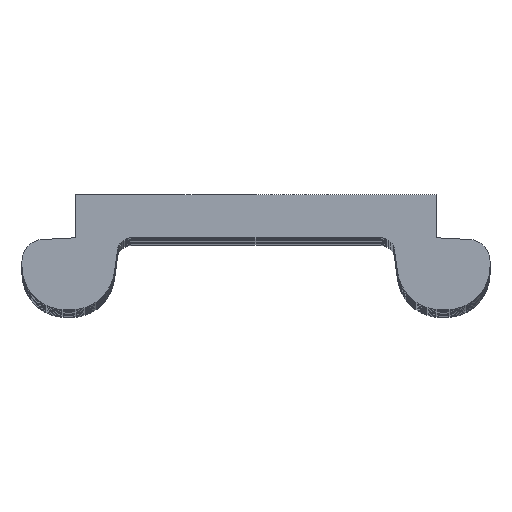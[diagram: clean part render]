
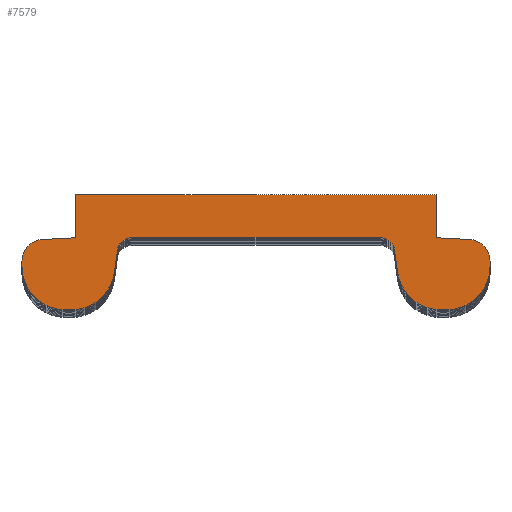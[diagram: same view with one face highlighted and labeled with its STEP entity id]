
A CAD part, top view. The second image highlights one B-rep face of the part: STEP entity #7579.
In plain terms, the highlighted planar face has unit normal (0, 0, 1).
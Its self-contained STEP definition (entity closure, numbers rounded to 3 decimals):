
#2755=DIRECTION('',(-0.139,0.99,0.));
#2756=VECTOR('',#2755,0.314);
#2757=CARTESIAN_POINT('',(1.968,-1.084,61.4));
#2758=LINE('',#2757,#2756);
#2759=DIRECTION('',(-1.,0.,0.));
#2760=VECTOR('',#2759,3.452);
#2761=CARTESIAN_POINT('',(1.726,-0.6,61.4));
#2762=LINE('',#2761,#2760);
#2763=DIRECTION('',(0.139,0.99,0.));
#2764=VECTOR('',#2763,0.314);
#2765=CARTESIAN_POINT('',(-1.968,-1.084,61.4));
#2766=LINE('',#2765,#2764);
#2767=CARTESIAN_POINT('',(-2.562,-1.,61.4));
#2768=DIRECTION('',(0.,0.,1.));
#2769=DIRECTION('',(0.,-1.,0.));
#2770=AXIS2_PLACEMENT_3D('',#2767,#2768,#2769);
#2772=DIRECTION('',(1.,0.,0.));
#2773=VECTOR('',#2772,0.088);
#2774=CARTESIAN_POINT('',(-2.65,-1.6,61.4));
#2775=LINE('',#2774,#2773);
#2776=CARTESIAN_POINT('',(-2.65,-1.,61.4));
#2777=DIRECTION('',(0.,0.,1.));
#2778=DIRECTION('',(-1.,0.,0.));
#2779=AXIS2_PLACEMENT_3D('',#2776,#2777,#2778);
#2781=DIRECTION('',(0.,-1.,0.));
#2782=VECTOR('',#2781,0.076);
#2783=CARTESIAN_POINT('',(-3.25,-0.924,61.4));
#2784=LINE('',#2783,#2782);
#2785=CARTESIAN_POINT('',(-2.95,-0.924,61.4));
#2786=DIRECTION('',(0.,0.,1.));
#2787=DIRECTION('',(-0.052,0.999,0.));
#2788=AXIS2_PLACEMENT_3D('',#2785,#2786,#2787);
#2790=DIRECTION('',(-0.999,-0.052,0.));
#2791=VECTOR('',#2790,0.466);
#2792=CARTESIAN_POINT('',(-2.5,-0.6,61.4));
#2793=LINE('',#2792,#2791);
#2794=DIRECTION('',(0.,-1.,0.));
#2795=VECTOR('',#2794,0.6);
#2796=CARTESIAN_POINT('',(-2.5,0.,61.4));
#2797=LINE('',#2796,#2795);
#2798=DIRECTION('',(-1.,0.,0.));
#2799=VECTOR('',#2798,5.);
#2800=CARTESIAN_POINT('',(2.5,0.,61.4));
#2801=LINE('',#2800,#2799);
#2802=DIRECTION('',(0.,1.,0.));
#2803=VECTOR('',#2802,0.6);
#2804=CARTESIAN_POINT('',(2.5,-0.6,61.4));
#2805=LINE('',#2804,#2803);
#2806=DIRECTION('',(-0.999,0.052,0.));
#2807=VECTOR('',#2806,0.466);
#2808=CARTESIAN_POINT('',(2.966,-0.624,61.4));
#2809=LINE('',#2808,#2807);
#2810=CARTESIAN_POINT('',(2.95,-0.924,61.4));
#2811=DIRECTION('',(0.,0.,1.));
#2812=DIRECTION('',(1.,0.,0.));
#2813=AXIS2_PLACEMENT_3D('',#2810,#2811,#2812);
#2815=DIRECTION('',(0.,1.,0.));
#2816=VECTOR('',#2815,0.076);
#2817=CARTESIAN_POINT('',(3.25,-1.,61.4));
#2818=LINE('',#2817,#2816);
#2819=CARTESIAN_POINT('',(2.65,-1.,61.4));
#2820=DIRECTION('',(0.,0.,1.));
#2821=DIRECTION('',(0.,-1.,0.));
#2822=AXIS2_PLACEMENT_3D('',#2819,#2820,#2821);
#2824=DIRECTION('',(1.,0.,0.));
#2825=VECTOR('',#2824,0.088);
#2826=CARTESIAN_POINT('',(2.562,-1.6,61.4));
#2827=LINE('',#2826,#2825);
#2828=CARTESIAN_POINT('',(2.562,-1.,61.4));
#2829=DIRECTION('',(0.,0.,1.));
#2830=DIRECTION('',(-0.99,-0.139,0.));
#2831=AXIS2_PLACEMENT_3D('',#2828,#2829,#2830);
#2841=CARTESIAN_POINT('',(1.726,-0.8,61.4));
#2842=DIRECTION('',(0.,0.,-1.));
#2843=DIRECTION('',(0.,1.,0.));
#2844=AXIS2_PLACEMENT_3D('',#2841,#2842,#2843);
#2859=CARTESIAN_POINT('',(-1.726,-0.8,61.4));
#2860=DIRECTION('',(0.,0.,-1.));
#2861=DIRECTION('',(-0.99,0.139,0.));
#2862=AXIS2_PLACEMENT_3D('',#2859,#2860,#2861);
#3717=CARTESIAN_POINT('',(2.5,0.,61.4));
#3718=CARTESIAN_POINT('',(-2.5,0.,61.4));
#3719=VERTEX_POINT('',#3717);
#3720=VERTEX_POINT('',#3718);
#3721=CARTESIAN_POINT('',(-2.5,-0.6,61.4));
#3722=VERTEX_POINT('',#3721);
#3725=CARTESIAN_POINT('',(2.5,-0.6,61.4));
#3726=VERTEX_POINT('',#3725);
#3733=CARTESIAN_POINT('',(-2.966,-0.624,61.4));
#3734=VERTEX_POINT('',#3733);
#3735=CARTESIAN_POINT('',(-3.25,-0.924,61.4));
#3736=VERTEX_POINT('',#3735);
#3741=CARTESIAN_POINT('',(3.25,-0.924,61.4));
#3742=VERTEX_POINT('',#3741);
#3743=CARTESIAN_POINT('',(2.966,-0.624,61.4));
#3744=VERTEX_POINT('',#3743);
#3749=CARTESIAN_POINT('',(-3.25,-1.,61.4));
#3750=VERTEX_POINT('',#3749);
#3751=CARTESIAN_POINT('',(-2.65,-1.6,61.4));
#3752=VERTEX_POINT('',#3751);
#3757=CARTESIAN_POINT('',(2.65,-1.6,61.4));
#3758=VERTEX_POINT('',#3757);
#3759=CARTESIAN_POINT('',(3.25,-1.,61.4));
#3760=VERTEX_POINT('',#3759);
#3761=CARTESIAN_POINT('',(-2.562,-1.6,61.4));
#3762=CARTESIAN_POINT('',(-1.968,-1.084,61.4));
#3763=VERTEX_POINT('',#3761);
#3764=VERTEX_POINT('',#3762);
#3773=CARTESIAN_POINT('',(1.968,-1.084,61.4));
#3774=VERTEX_POINT('',#3773);
#3775=CARTESIAN_POINT('',(2.562,-1.6,61.4));
#3776=VERTEX_POINT('',#3775);
#3777=CARTESIAN_POINT('',(-1.924,-0.772,61.4));
#3779=VERTEX_POINT('',#3777);
#3781=CARTESIAN_POINT('',(-1.726,-0.6,61.4));
#3783=VERTEX_POINT('',#3781);
#3785=CARTESIAN_POINT('',(1.726,-0.6,61.4));
#3787=VERTEX_POINT('',#3785);
#3789=CARTESIAN_POINT('',(1.924,-0.772,61.4));
#3791=VERTEX_POINT('',#3789);
#7536=CARTESIAN_POINT('',(0.,0.,61.4));
#7537=DIRECTION('',(0.,0.,1.));
#7538=DIRECTION('',(1.,0.,0.));
#7539=AXIS2_PLACEMENT_3D('',#7536,#7537,#7538);
#7540=PLANE('',#7539);
#7542=ORIENTED_EDGE('',*,*,#7541,.T.);
#7544=ORIENTED_EDGE('',*,*,#7543,.F.);
#7546=ORIENTED_EDGE('',*,*,#7545,.T.);
#7548=ORIENTED_EDGE('',*,*,#7547,.F.);
#7550=ORIENTED_EDGE('',*,*,#7549,.F.);
#7552=ORIENTED_EDGE('',*,*,#7551,.F.);
#7554=ORIENTED_EDGE('',*,*,#7553,.F.);
#7556=ORIENTED_EDGE('',*,*,#7555,.F.);
#7558=ORIENTED_EDGE('',*,*,#7557,.F.);
#7559=ORIENTED_EDGE('',*,*,#7529,.F.);
#7560=ORIENTED_EDGE('',*,*,#7517,.F.);
#7561=ORIENTED_EDGE('',*,*,#4320,.F.);
#7563=ORIENTED_EDGE('',*,*,#7562,.F.);
#7564=ORIENTED_EDGE('',*,*,#4593,.F.);
#7566=ORIENTED_EDGE('',*,*,#7565,.F.);
#7568=ORIENTED_EDGE('',*,*,#7567,.F.);
#7570=ORIENTED_EDGE('',*,*,#7569,.F.);
#7572=ORIENTED_EDGE('',*,*,#7571,.F.);
#7574=ORIENTED_EDGE('',*,*,#7573,.F.);
#7576=ORIENTED_EDGE('',*,*,#7575,.F.);
#7577=EDGE_LOOP('',(#7542,#7544,#7546,#7548,#7550,#7552,#7554,#7556,#7558,#7559,
#7560,#7561,#7563,#7564,#7566,#7568,#7570,#7572,#7574,#7576));
#7578=FACE_OUTER_BOUND('',#7577,.F.);
#7579=ADVANCED_FACE('',(#7578),#7540,.T.);
#2771=CIRCLE('',#2770,0.6);
#2780=CIRCLE('',#2779,0.6);
#2789=CIRCLE('',#2788,0.3);
#2814=CIRCLE('',#2813,0.3);
#2823=CIRCLE('',#2822,0.6);
#2832=CIRCLE('',#2831,0.6);
#2845=CIRCLE('',#2844,0.2);
#2863=CIRCLE('',#2862,0.2);
#4320=EDGE_CURVE('',#3720,#3722,#2797,.T.);
#4593=EDGE_CURVE('',#3726,#3719,#2805,.T.);
#7517=EDGE_CURVE('',#3722,#3734,#2793,.T.);
#7529=EDGE_CURVE('',#3734,#3736,#2789,.T.);
#7541=EDGE_CURVE('',#3774,#3791,#2758,.T.);
#7543=EDGE_CURVE('',#3787,#3791,#2845,.T.);
#7545=EDGE_CURVE('',#3787,#3783,#2762,.T.);
#7547=EDGE_CURVE('',#3779,#3783,#2863,.T.);
#7549=EDGE_CURVE('',#3764,#3779,#2766,.T.);
#7551=EDGE_CURVE('',#3763,#3764,#2771,.T.);
#7553=EDGE_CURVE('',#3752,#3763,#2775,.T.);
#7555=EDGE_CURVE('',#3750,#3752,#2780,.T.);
#7557=EDGE_CURVE('',#3736,#3750,#2784,.T.);
#7562=EDGE_CURVE('',#3719,#3720,#2801,.T.);
#7565=EDGE_CURVE('',#3744,#3726,#2809,.T.);
#7567=EDGE_CURVE('',#3742,#3744,#2814,.T.);
#7569=EDGE_CURVE('',#3760,#3742,#2818,.T.);
#7571=EDGE_CURVE('',#3758,#3760,#2823,.T.);
#7573=EDGE_CURVE('',#3776,#3758,#2827,.T.);
#7575=EDGE_CURVE('',#3774,#3776,#2832,.T.);
